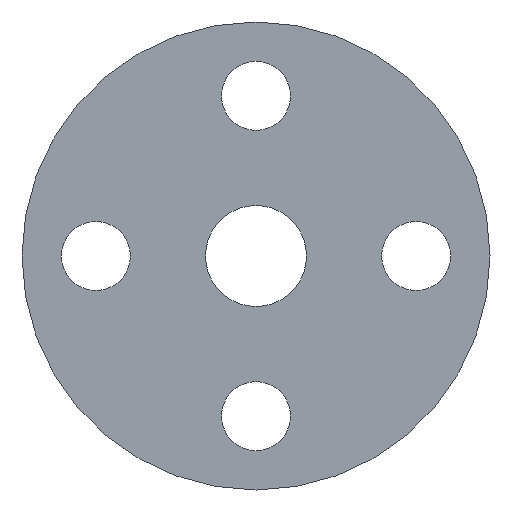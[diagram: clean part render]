
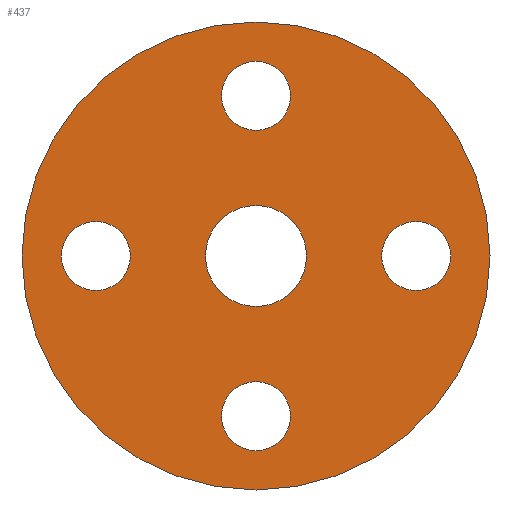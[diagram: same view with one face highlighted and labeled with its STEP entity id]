
A CAD part, front view. The second image highlights one B-rep face of the part: STEP entity #437.
In plain terms, the highlighted planar face has unit normal (0, -1, 0).
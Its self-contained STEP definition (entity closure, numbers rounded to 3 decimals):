
#2 = CARTESIAN_POINT ( 'NONE',  ( 32.5, 0., -7. ) ) ;
#3 = CARTESIAN_POINT ( 'NONE',  ( 0., 0., 25.5 ) ) ;
#5 = DIRECTION ( 'NONE',  ( 0., 0., -1. ) ) ;
#7 = AXIS2_PLACEMENT_3D ( 'NONE', #129, #301, #265 ) ;
#9 = CIRCLE ( 'NONE', #485, 7. ) ;
#10 = DIRECTION ( 'NONE',  ( 0., 1., 0. ) ) ;
#17 = EDGE_CURVE ( 'NONE', #155, #200, #174, .T. ) ;
#19 = ORIENTED_EDGE ( 'NONE', *, *, #425, .F. ) ;
#20 = CARTESIAN_POINT ( 'NONE',  ( 0., 0., 0. ) ) ;
#25 = DIRECTION ( 'NONE',  ( 0., 0., 1. ) ) ;
#29 = CARTESIAN_POINT ( 'NONE',  ( 0., 0., 10.25 ) ) ;
#32 = DIRECTION ( 'NONE',  ( 0., 0., -1. ) ) ;
#39 = FACE_BOUND ( 'NONE', #444, .T. ) ;
#42 = DIRECTION ( 'NONE',  ( 0., 0., -1. ) ) ;
#47 = EDGE_CURVE ( 'NONE', #190, #227, #213, .T. ) ;
#50 = CIRCLE ( 'NONE', #153, 7. ) ;
#53 = AXIS2_PLACEMENT_3D ( 'NONE', #499, #212, #293 ) ;
#55 = ORIENTED_EDGE ( 'NONE', *, *, #317, .F. ) ;
#59 = EDGE_LOOP ( 'NONE', ( #100, #103 ) ) ;
#63 = DIRECTION ( 'NONE',  ( 0., 0., -1. ) ) ;
#76 = FACE_BOUND ( 'NONE', #359, .T. ) ;
#84 = FACE_OUTER_BOUND ( 'NONE', #59, .T. ) ;
#87 = EDGE_CURVE ( 'NONE', #531, #480, #472, .T. ) ;
#93 = CIRCLE ( 'NONE', #136, 7. ) ;
#97 = VERTEX_POINT ( 'NONE', #288 ) ;
#100 = ORIENTED_EDGE ( 'NONE', *, *, #416, .F. ) ;
#103 = ORIENTED_EDGE ( 'NONE', *, *, #87, .F. ) ;
#127 = DIRECTION ( 'NONE',  ( 0., 1., 0. ) ) ;
#128 = CARTESIAN_POINT ( 'NONE',  ( 32.5, 0., 0. ) ) ;
#129 = CARTESIAN_POINT ( 'NONE',  ( 0., 0., 32.5 ) ) ;
#136 = AXIS2_PLACEMENT_3D ( 'NONE', #166, #157, #248 ) ;
#137 = DIRECTION ( 'NONE',  ( 0., -1., 0. ) ) ;
#149 = VERTEX_POINT ( 'NONE', #371 ) ;
#150 = EDGE_CURVE ( 'NONE', #397, #356, #93, .T. ) ;
#153 = AXIS2_PLACEMENT_3D ( 'NONE', #128, #388, #5 ) ;
#155 = VERTEX_POINT ( 'NONE', #490 ) ;
#157 = DIRECTION ( 'NONE',  ( 0., -1., 0. ) ) ;
#160 = AXIS2_PLACEMENT_3D ( 'NONE', #417, #543, #42 ) ;
#162 = DIRECTION ( 'NONE',  ( 0., 1., 0. ) ) ;
#166 = CARTESIAN_POINT ( 'NONE',  ( -32.5, 0., 0. ) ) ;
#169 = EDGE_CURVE ( 'NONE', #407, #240, #403, .T. ) ;
#170 = DIRECTION ( 'NONE',  ( 0., 1., 0. ) ) ;
#174 = CIRCLE ( 'NONE', #241, 7. ) ;
#177 = EDGE_CURVE ( 'NONE', #97, #149, #498, .T. ) ;
#179 = CIRCLE ( 'NONE', #276, 10.25 ) ;
#185 = ORIENTED_EDGE ( 'NONE', *, *, #150, .F. ) ;
#190 = VERTEX_POINT ( 'NONE', #29 ) ;
#196 = DIRECTION ( 'NONE',  ( 0., -1., 0. ) ) ;
#200 = VERTEX_POINT ( 'NONE', #3 ) ;
#211 = FACE_BOUND ( 'NONE', #475, .T. ) ;
#212 = DIRECTION ( 'NONE',  ( 0., -1., 0. ) ) ;
#213 = CIRCLE ( 'NONE', #516, 10.25 ) ;
#215 = CARTESIAN_POINT ( 'NONE',  ( -32.5, 0., 7. ) ) ;
#227 = VERTEX_POINT ( 'NONE', #424 ) ;
#230 = CARTESIAN_POINT ( 'NONE',  ( 0., 0., -47.5 ) ) ;
#238 = CARTESIAN_POINT ( 'NONE',  ( 32.5, 0., 0. ) ) ;
#240 = VERTEX_POINT ( 'NONE', #262 ) ;
#241 = AXIS2_PLACEMENT_3D ( 'NONE', #310, #245, #63 ) ;
#242 = ORIENTED_EDGE ( 'NONE', *, *, #510, .F. ) ;
#245 = DIRECTION ( 'NONE',  ( 0., -1., 0. ) ) ;
#248 = DIRECTION ( 'NONE',  ( 0., 0., -1. ) ) ;
#261 = EDGE_CURVE ( 'NONE', #200, #155, #463, .T. ) ;
#262 = CARTESIAN_POINT ( 'NONE',  ( 32.5, 0., 7. ) ) ;
#263 = AXIS2_PLACEMENT_3D ( 'NONE', #367, #326, #32 ) ;
#265 = DIRECTION ( 'NONE',  ( 0., 0., -1. ) ) ;
#266 = CARTESIAN_POINT ( 'NONE',  ( 0., 0., 0. ) ) ;
#275 = ORIENTED_EDGE ( 'NONE', *, *, #479, .T. ) ;
#276 = AXIS2_PLACEMENT_3D ( 'NONE', #266, #10, #474 ) ;
#277 = ORIENTED_EDGE ( 'NONE', *, *, #169, .F. ) ;
#285 = ORIENTED_EDGE ( 'NONE', *, *, #17, .F. ) ;
#286 = CARTESIAN_POINT ( 'NONE',  ( 0., 0., 0. ) ) ;
#288 = CARTESIAN_POINT ( 'NONE',  ( 0., 0., -25.5 ) ) ;
#293 = DIRECTION ( 'NONE',  ( 0., 0., -1. ) ) ;
#297 = CIRCLE ( 'NONE', #160, 7. ) ;
#301 = DIRECTION ( 'NONE',  ( 0., -1., 0. ) ) ;
#310 = CARTESIAN_POINT ( 'NONE',  ( 0., 0., 32.5 ) ) ;
#311 = ORIENTED_EDGE ( 'NONE', *, *, #177, .F. ) ;
#317 = EDGE_CURVE ( 'NONE', #240, #407, #50, .T. ) ;
#326 = DIRECTION ( 'NONE',  ( 0., -1., 0. ) ) ;
#335 = DIRECTION ( 'NONE',  ( 0., 0., 1. ) ) ;
#343 = CIRCLE ( 'NONE', #461, 47.5 ) ;
#356 = VERTEX_POINT ( 'NONE', #215 ) ;
#359 = EDGE_LOOP ( 'NONE', ( #529, #275 ) ) ;
#367 = CARTESIAN_POINT ( 'NONE',  ( 0., 0., -32.5 ) ) ;
#371 = CARTESIAN_POINT ( 'NONE',  ( 0., 0., -39.5 ) ) ;
#377 = FACE_BOUND ( 'NONE', #483, .T. ) ;
#378 = DIRECTION ( 'NONE',  ( 0., 0., 1. ) ) ;
#382 = FACE_BOUND ( 'NONE', #445, .T. ) ;
#388 = DIRECTION ( 'NONE',  ( 0., -1., 0. ) ) ;
#397 = VERTEX_POINT ( 'NONE', #544 ) ;
#398 = CARTESIAN_POINT ( 'NONE',  ( 0., 0., 47.5 ) ) ;
#403 = CIRCLE ( 'NONE', #449, 7. ) ;
#407 = VERTEX_POINT ( 'NONE', #2 ) ;
#416 = EDGE_CURVE ( 'NONE', #480, #531, #343, .T. ) ;
#417 = CARTESIAN_POINT ( 'NONE',  ( 0., 0., -32.5 ) ) ;
#419 = CARTESIAN_POINT ( 'NONE',  ( 0., 0., 0. ) ) ;
#420 = PLANE ( 'NONE',  #53 ) ;
#424 = CARTESIAN_POINT ( 'NONE',  ( 0., 0., -10.25 ) ) ;
#425 = EDGE_CURVE ( 'NONE', #149, #97, #297, .T. ) ;
#437 = ADVANCED_FACE ( 'NONE', ( #377, #39, #211, #382, #76, #84 ), #420, .T. ) ;
#444 = EDGE_LOOP ( 'NONE', ( #488, #285 ) ) ;
#445 = EDGE_LOOP ( 'NONE', ( #19, #311 ) ) ;
#449 = AXIS2_PLACEMENT_3D ( 'NONE', #238, #196, #539 ) ;
#461 = AXIS2_PLACEMENT_3D ( 'NONE', #419, #127, #335 ) ;
#463 = CIRCLE ( 'NONE', #7, 7. ) ;
#472 = CIRCLE ( 'NONE', #493, 47.5 ) ;
#473 = DIRECTION ( 'NONE',  ( 0., 0., -1. ) ) ;
#474 = DIRECTION ( 'NONE',  ( 0., 0., 1. ) ) ;
#475 = EDGE_LOOP ( 'NONE', ( #185, #242 ) ) ;
#477 = CARTESIAN_POINT ( 'NONE',  ( -32.5, 0., 0. ) ) ;
#479 = EDGE_CURVE ( 'NONE', #227, #190, #179, .T. ) ;
#480 = VERTEX_POINT ( 'NONE', #398 ) ;
#483 = EDGE_LOOP ( 'NONE', ( #277, #55 ) ) ;
#485 = AXIS2_PLACEMENT_3D ( 'NONE', #477, #137, #473 ) ;
#488 = ORIENTED_EDGE ( 'NONE', *, *, #261, .F. ) ;
#490 = CARTESIAN_POINT ( 'NONE',  ( 0., 0., 39.5 ) ) ;
#493 = AXIS2_PLACEMENT_3D ( 'NONE', #286, #170, #378 ) ;
#498 = CIRCLE ( 'NONE', #263, 7. ) ;
#499 = CARTESIAN_POINT ( 'NONE',  ( 0., 0., 47.5 ) ) ;
#510 = EDGE_CURVE ( 'NONE', #356, #397, #9, .T. ) ;
#516 = AXIS2_PLACEMENT_3D ( 'NONE', #20, #162, #25 ) ;
#529 = ORIENTED_EDGE ( 'NONE', *, *, #47, .T. ) ;
#531 = VERTEX_POINT ( 'NONE', #230 ) ;
#539 = DIRECTION ( 'NONE',  ( 0., 0., -1. ) ) ;
#543 = DIRECTION ( 'NONE',  ( 0., -1., 0. ) ) ;
#544 = CARTESIAN_POINT ( 'NONE',  ( -32.5, 0., -7. ) ) ;
